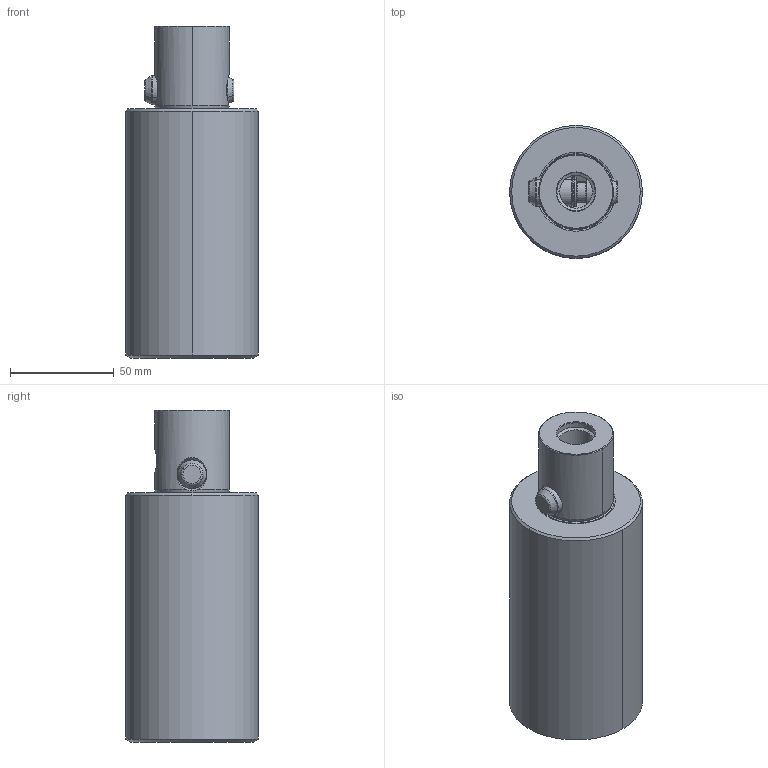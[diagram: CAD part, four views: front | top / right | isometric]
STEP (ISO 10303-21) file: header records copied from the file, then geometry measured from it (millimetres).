
FILE_DESCRIPTION(('no description'),'unknown implementation level');
FILE_NAME('C2637E1B-1F2C-4E06-AC06-5A5948858CE7_export.stp',' ',('CIMSOURCE GmbH'),('CADClick - KiM GmbH - www.kimweb.de'),'unknown preprocess','ACIS','unknown authorization');
FILE_SCHEMA(('automotive_design'));
Length unit declared in the file: millimetre
Products named in the file (3): 335.561 Kaiser CKS6 X D64 X 120|335.561 Kaiser CKS6 X D64 X 120_Standard;NONE; 335.561 Kaiser CKS6 X D64 X 120|691.506 Kaiser ETL �14 X 43K_Standard|693.305 Sprengring_Standard;NONE; 335.561 Kaiser CKS6 X D64 X 120|691.506 Kaiser ETL �14 X 43K_Standard|691.526 Mitnehmerbolzen_Standard;NONE
Bounding box: 64 x 64 x 160 mm (x, y, z)
Volume: 419661.5 mm3; surface area: 39506.3 mm2
Topology: 3 solids, 3 shells, 91 faces, 201 edges, 114 vertices
Faces by surface type: cone 30, torus 26, cylinder 24, plane 11
Entity records: 5377 total; most frequent: CARTESIAN_POINT 979, DIRECTION 485, STYLED_ITEM 405, PRESENTATION_STYLE_ASSIGNMENT 405, COLOUR_RGB 405, ORIENTED_EDGE 394, AXIS2_PLACEMENT_3D 214, EDGE_CURVE 197
